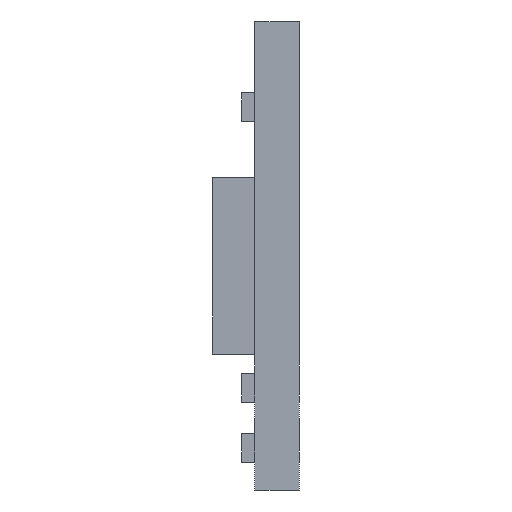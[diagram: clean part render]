
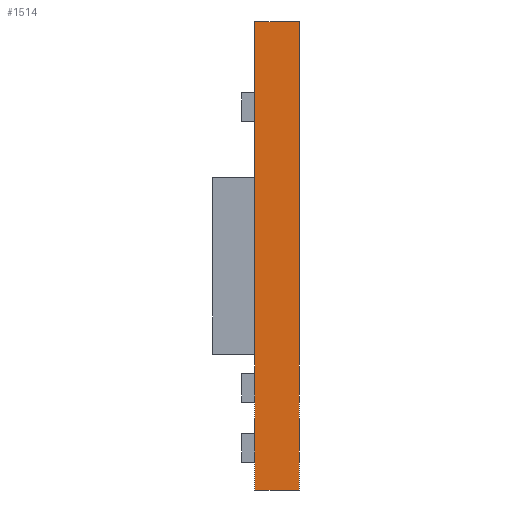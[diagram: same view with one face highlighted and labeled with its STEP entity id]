
A CAD part, left-side view. The second image highlights one B-rep face of the part: STEP entity #1514.
In plain terms, the highlighted planar face has unit normal (-1, 0, 0).
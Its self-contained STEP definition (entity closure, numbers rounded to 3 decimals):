
#150=FACE_OUTER_BOUND('',#232,.T.);
#232=EDGE_LOOP('',(#1150,#1151,#1152,#1153));
#400=LINE('',#2297,#586);
#401=LINE('',#2300,#587);
#402=LINE('',#2302,#588);
#403=LINE('',#2303,#589);
#586=VECTOR('',#1884,10.);
#587=VECTOR('',#1887,10.);
#588=VECTOR('',#1888,10.);
#589=VECTOR('',#1889,10.);
#748=VERTEX_POINT('',#2293);
#749=VERTEX_POINT('',#2295);
#750=VERTEX_POINT('',#2299);
#751=VERTEX_POINT('',#2301);
#916=EDGE_CURVE('',#748,#749,#400,.T.);
#917=EDGE_CURVE('',#750,#748,#401,.T.);
#918=EDGE_CURVE('',#751,#749,#402,.T.);
#919=EDGE_CURVE('',#750,#751,#403,.T.);
#1150=ORIENTED_EDGE('',*,*,#917,.T.);
#1151=ORIENTED_EDGE('',*,*,#916,.T.);
#1152=ORIENTED_EDGE('',*,*,#918,.F.);
#1153=ORIENTED_EDGE('',*,*,#919,.F.);
#1432=PLANE('',#1638);
#1514=ADVANCED_FACE('',(#150),#1432,.T.);
#1638=AXIS2_PLACEMENT_3D('',#2298,#1885,#1886);
#1884=DIRECTION('',(0.,1.,0.));
#1885=DIRECTION('center_axis',(-1.,0.,0.));
#1886=DIRECTION('ref_axis',(0.,0.,1.));
#1887=DIRECTION('',(0.,0.,1.));
#1888=DIRECTION('',(0.,0.,1.));
#1889=DIRECTION('',(0.,1.,0.));
#2293=CARTESIAN_POINT('',(-22.438,0.,3.769));
#2295=CARTESIAN_POINT('',(-22.438,1.54,3.769));
#2297=CARTESIAN_POINT('',(-22.438,0.,3.769));
#2298=CARTESIAN_POINT('Origin',(-22.438,0.,-12.431));
#2299=CARTESIAN_POINT('',(-22.438,0.,-12.431));
#2300=CARTESIAN_POINT('',(-22.438,0.,-12.431));
#2301=CARTESIAN_POINT('',(-22.438,1.54,-12.431));
#2302=CARTESIAN_POINT('',(-22.438,1.54,-12.431));
#2303=CARTESIAN_POINT('',(-22.438,0.,-12.431));
